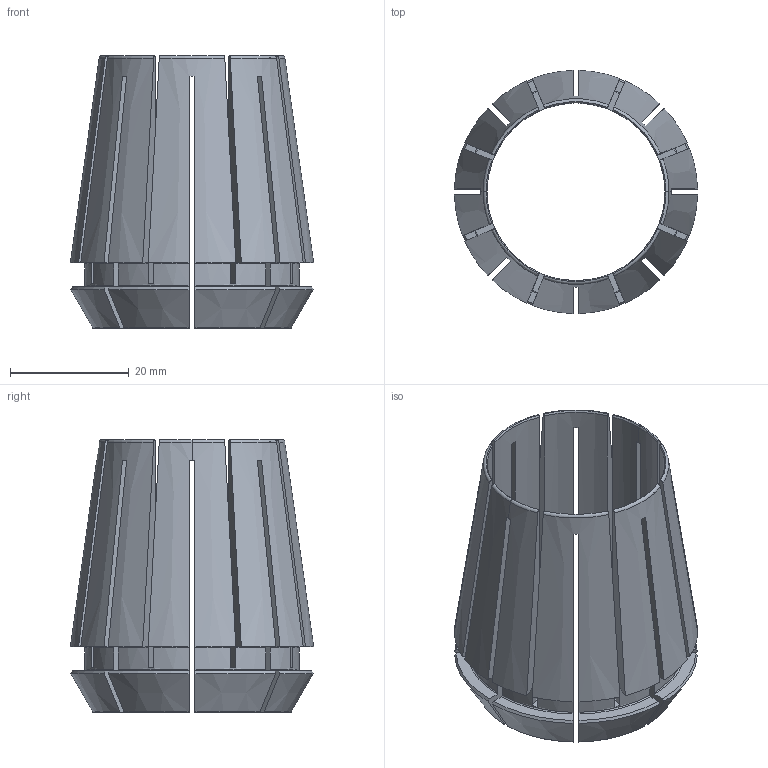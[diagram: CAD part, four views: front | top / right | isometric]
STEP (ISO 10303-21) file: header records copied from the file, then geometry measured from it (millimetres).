
FILE_DESCRIPTION(('HOOPS Exchange Step'),'2;1');
FILE_NAME('export-03589287-71F7-4394-A814-00F00B4BCB69.stp','2022-01-29T11:51:13+01:00',('Engineering'),('Alibre'),'HOOPS Exchange 2021.0','Alibre','Unknown authorisation');
FILE_SCHEMA( ('AP242_MANAGED_MODEL_BASED_3D_ENGINEERING_MIM_LF {1 0 10303 442 1 1 4 }') );
Length unit declared in the file: millimetre
Products named in the file (1): 5848 Single ER 40 Collet 30.00mm Swiss Quality
Bounding box: 40.99 x 40.99 x 46 mm (x, y, z)
Volume: 13243.7 mm3; surface area: 13252.5 mm2
Topology: 1 solids, 1 shells, 176 faces, 522 edges, 346 vertices
Faces by surface type: plane 80, torus 60, cone 26, cylinder 10
Entity records: 7391 total; most frequent: CARTESIAN_POINT 2822, ORIENTED_EDGE 1044, DIRECTION 900, EDGE_CURVE 522, AXIS2_PLACEMENT_3D 360, VERTEX_POINT 346, CIRCLE 182, VECTOR 180
